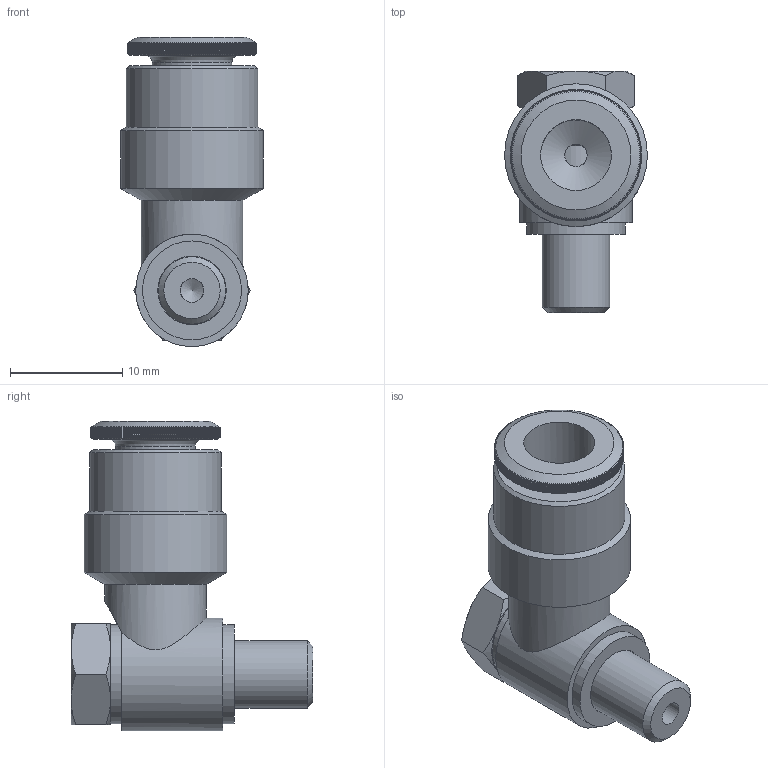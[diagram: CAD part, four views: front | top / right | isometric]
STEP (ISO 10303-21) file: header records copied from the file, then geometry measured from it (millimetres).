
FILE_DESCRIPTION((''),'2;1');
FILE_NAME('Schwenkverschraubung M6 fuer 6er Schlauch A 27005042.stp','2006-03-16T08:14:05',('ScheitB'),(''),'Autodesk Inventor 10','Autodesk Inventor 10','');
FILE_SCHEMA(('AUTOMOTIVE_DESIGN { 1 0 10303 214 1 1 1 1 }'));
Length unit declared in the file: millimetre
Products named in the file (4): answv02a; Hohlschraube_answv02a; Scheibe_answv02a; Schwinge_answv02a
Assembly tree (4 placements, depth 2):
  answv02a
    Hohlschraube_answv02a
    Scheibe_answv02a  x2
    Schwinge_answv02a
Bounding box: 12.7 x 21.5 x 27.5 mm (x, y, z)
Volume: 2378.3 mm3; surface area: 2670.3 mm2
Topology: 4 solids, 4 shells, 664 faces, 1934 edges, 1279 vertices
Faces by surface type: plane 418, cylinder 218, cone 24, bspline 4
Full cylindrical faces by diameter (mm): 2 x2, 2.1 x1, 5 x1, 5.9 x1, 6 x1, 6.1 x4, 7.1 x1, 7.3 x1, 8.8 x2, 9 x1, 10 x1, 11.7 x1, 12.7 x1
Entity records: 21304 total; most frequent: CARTESIAN_POINT 5953, ORIENTED_EDGE 3772, DIRECTION 2828, EDGE_CURVE 1886, VERTEX_POINT 1264, AXIS2_PLACEMENT_3D 1111, EDGE_LOOP 702, FACE_OUTER_BOUND 660
